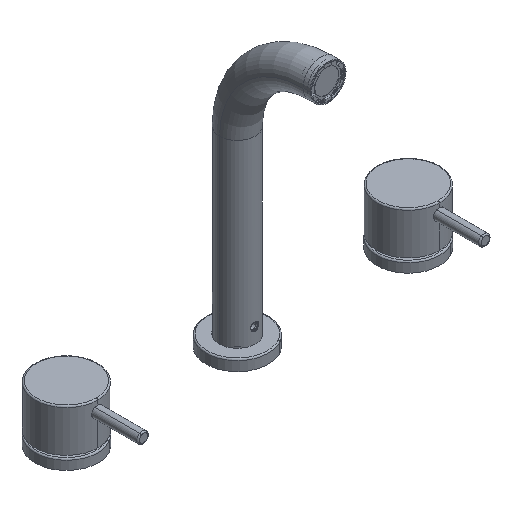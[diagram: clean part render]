
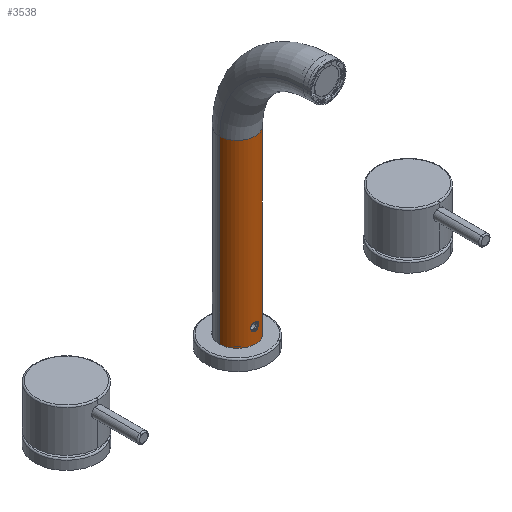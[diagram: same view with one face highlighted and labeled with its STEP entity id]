
A CAD part, isometric view. The second image highlights one B-rep face of the part: STEP entity #3538.
In plain terms, the highlighted cylindrical face has radius 13 mm (diameter 26 mm), a partial arc.
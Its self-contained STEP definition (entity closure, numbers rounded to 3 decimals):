
#3046=CARTESIAN_POINT('Axis2P3D Location',(0.,0.,16.5)) ;
#3050=CARTESIAN_POINT('Vertex',(-13.,0.,16.5)) ;
#3052=CARTESIAN_POINT('Vertex',(13.,0.,16.5)) ;
#3234=CARTESIAN_POINT('Vertex',(13.,0.,149.5)) ;
#3236=CARTESIAN_POINT('Vertex',(-13.,0.,149.5)) ;
#3304=CARTESIAN_POINT('Axis2P3D Location',(0.,0.,149.5)) ;
#3316=CARTESIAN_POINT('Axis2P3D Location',(0.,0.,83.)) ;
#3321=CARTESIAN_POINT('Line Origine',(13.,0.,83.)) ;
#3326=CARTESIAN_POINT('Line Origine',(-13.,0.,83.)) ;
#3497=CARTESIAN_POINT('Control Point',(-2.586,-12.74,30.366)) ;
#3498=CARTESIAN_POINT('Control Point',(-2.315,-12.795,30.912)) ;
#3499=CARTESIAN_POINT('Control Point',(-1.905,-12.871,31.392)) ;
#3500=CARTESIAN_POINT('Control Point',(-1.37,-12.95,31.768)) ;
#3501=CARTESIAN_POINT('Control Point',(-0.427,-13.016,32.077)) ;
#3502=CARTESIAN_POINT('Control Point',(0.535,-12.995,31.977)) ;
#3503=CARTESIAN_POINT('Control Point',(0.852,-12.978,31.896)) ;
#3504=CARTESIAN_POINT('Control Point',(1.586,-12.915,31.593)) ;
#3505=CARTESIAN_POINT('Control Point',(2.175,-12.823,31.068)) ;
#3506=CARTESIAN_POINT('Control Point',(2.457,-12.769,30.697)) ;
#3507=CARTESIAN_POINT('Control Point',(2.869,-12.681,29.869)) ;
#3508=CARTESIAN_POINT('Control Point',(2.957,-12.659,28.952)) ;
#3509=CARTESIAN_POINT('Control Point',(2.916,-12.669,28.489)) ;
#3510=CARTESIAN_POINT('Control Point',(2.79,-12.699,28.043)) ;
#3511=CARTESIAN_POINT('Control Point',(2.586,-12.74,27.634)) ;
#3512=CARTESIAN_POINT('Vertex',(-2.586,-12.74,30.366)) ;
#3514=CARTESIAN_POINT('Vertex',(2.586,-12.74,27.634)) ;
#3518=CARTESIAN_POINT('Control Point',(2.586,-12.74,27.634)) ;
#3519=CARTESIAN_POINT('Control Point',(2.383,-12.781,27.224)) ;
#3520=CARTESIAN_POINT('Control Point',(2.101,-12.834,26.851)) ;
#3521=CARTESIAN_POINT('Control Point',(1.748,-12.891,26.533)) ;
#3522=CARTESIAN_POINT('Control Point',(1.056,-12.971,26.13)) ;
#3523=CARTESIAN_POINT('Control Point',(0.268,-13.003,25.985)) ;
#3524=CARTESIAN_POINT('Control Point',(-0.056,-13.006,25.973)) ;
#3525=CARTESIAN_POINT('Control Point',(-0.776,-12.989,26.05)) ;
#3526=CARTESIAN_POINT('Control Point',(-1.434,-12.928,26.345)) ;
#3527=CARTESIAN_POINT('Control Point',(-1.763,-12.885,26.568)) ;
#3528=CARTESIAN_POINT('Control Point',(-2.555,-12.759,27.32)) ;
#3529=CARTESIAN_POINT('Control Point',(-2.956,-12.66,28.349)) ;
#3530=CARTESIAN_POINT('Control Point',(-3.021,-12.642,29.06)) ;
#3531=CARTESIAN_POINT('Control Point',(-2.891,-12.678,29.754)) ;
#3532=CARTESIAN_POINT('Control Point',(-2.586,-12.74,30.366)) ;
#3323=VECTOR('Line Direction',#3322,1.) ;
#3328=VECTOR('Line Direction',#3327,1.) ;
#3047=DIRECTION('Axis2P3D Direction',(0.,0.,1.)) ;
#3305=DIRECTION('Axis2P3D Direction',(0.,0.,1.)) ;
#3317=DIRECTION('Axis2P3D Direction',(0.,0.,1.)) ;
#3318=DIRECTION('Axis2P3D XDirection',(1.,0.,0.)) ;
#3322=DIRECTION('Vector Direction',(0.,0.,1.)) ;
#3327=DIRECTION('Vector Direction',(0.,0.,1.)) ;
#3048=AXIS2_PLACEMENT_3D('Circle Axis2P3D',#3046,#3047,$) ;
#3306=AXIS2_PLACEMENT_3D('Circle Axis2P3D',#3304,#3305,$) ;
#3319=AXIS2_PLACEMENT_3D('Cylinder Axis2P3D',#3316,#3317,#3318) ;
#3324=LINE('Line',#3321,#3323) ;
#3329=LINE('Line',#3326,#3328) ;
#3049=CIRCLE('generated circle',#3048,13.) ;
#3307=CIRCLE('generated circle',#3306,13.) ;
#3320=CYLINDRICAL_SURFACE('generated cylinder',#3319,13.) ;
#3537=FACE_BOUND('',#3534,.T.) ;
#3054=EDGE_CURVE('',#3051,#3053,#3049,.T.) ;
#3308=EDGE_CURVE('',#3237,#3235,#3307,.T.) ;
#3325=EDGE_CURVE('',#3053,#3235,#3324,.T.) ;
#3330=EDGE_CURVE('',#3051,#3237,#3329,.T.) ;
#3516=EDGE_CURVE('',#3513,#3515,#3496,.T.) ;
#3533=EDGE_CURVE('',#3515,#3513,#3517,.T.) ;
#3491=ORIENTED_EDGE('',*,*,#3330,.F.) ;
#3492=ORIENTED_EDGE('',*,*,#3054,.T.) ;
#3493=ORIENTED_EDGE('',*,*,#3325,.T.) ;
#3494=ORIENTED_EDGE('',*,*,#3308,.F.) ;
#3535=ORIENTED_EDGE('',*,*,#3516,.T.) ;
#3536=ORIENTED_EDGE('',*,*,#3533,.T.) ;
#3490=EDGE_LOOP('',(#3491,#3492,#3493,#3494)) ;
#3534=EDGE_LOOP('',(#3535,#3536)) ;
#3051=VERTEX_POINT('',#3050) ;
#3053=VERTEX_POINT('',#3052) ;
#3235=VERTEX_POINT('',#3234) ;
#3237=VERTEX_POINT('',#3236) ;
#3513=VERTEX_POINT('',#3512) ;
#3515=VERTEX_POINT('',#3514) ;
#3538=ADVANCED_FACE('PR93235.1\\P42131.1\\PartBody',(#3495,#3537),#3320,.T.) ;
#3496=B_SPLINE_CURVE_WITH_KNOTS('',5,(#3497,#3498,#3499,#3500,#3501,#3502,#3503,#3504,#3505,#3506,#3507,#3508,#3509,#3510,#3511),.UNSPECIFIED.,.F.,.U.,(6,3,3,3,6),(0.,4.059,6.128,9.144,12.189),.UNSPECIFIED.) ;
#3517=B_SPLINE_CURVE_WITH_KNOTS('',5,(#3518,#3519,#3520,#3521,#3522,#3523,#3524,#3525,#3526,#3527,#3528,#3529,#3530,#3531,#3532),.UNSPECIFIED.,.F.,.U.,(6,3,3,3,6),(12.189,15.235,17.279,19.826,24.378),.UNSPECIFIED.) ;
#3495=FACE_OUTER_BOUND('',#3490,.T.) ;
